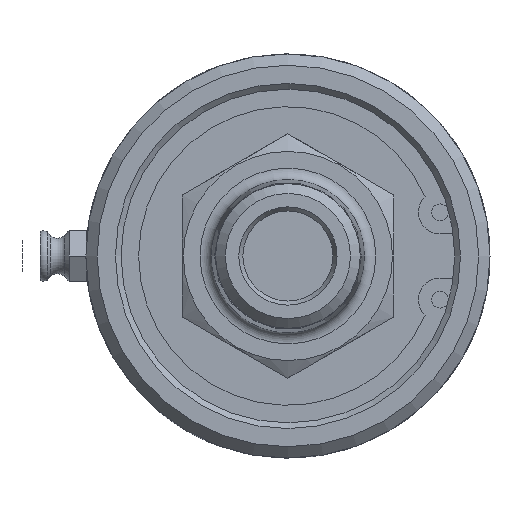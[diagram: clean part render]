
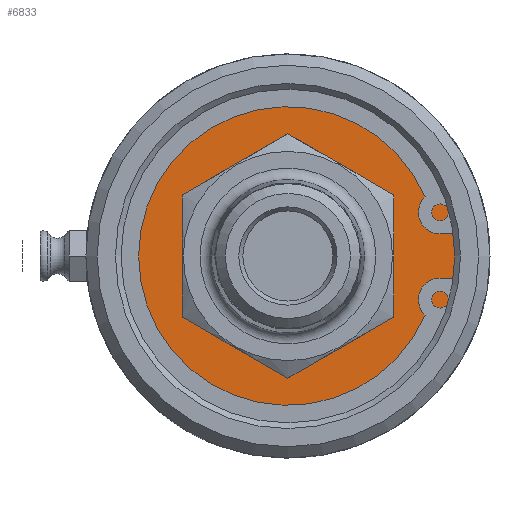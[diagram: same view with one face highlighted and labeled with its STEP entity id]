
A CAD part, left-side view. The second image highlights one B-rep face of the part: STEP entity #6833.
In plain terms, the highlighted planar face has unit normal (-1, 0, 0).
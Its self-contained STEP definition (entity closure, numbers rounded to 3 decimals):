
#109=FACE_BOUND('',#1864,.T.);
#1109=PLANE('',#7236);
#1437=FACE_OUTER_BOUND('',#1863,.T.);
#1863=EDGE_LOOP('',(#5749,#5750));
#1864=EDGE_LOOP('',(#5751,#5752));
#2461=CIRCLE('',#7180,12.445);
#2462=CIRCLE('',#7181,12.445);
#2494=CIRCLE('',#7237,25.375);
#2495=CIRCLE('',#7238,25.375);
#3072=VERTEX_POINT('',#14988);
#3073=VERTEX_POINT('',#14989);
#3106=VERTEX_POINT('',#15112);
#3107=VERTEX_POINT('',#15113);
#3967=EDGE_CURVE('',#3072,#3073,#2461,.T.);
#3969=EDGE_CURVE('',#3073,#3072,#2462,.T.);
#4019=EDGE_CURVE('',#3106,#3107,#2494,.T.);
#4020=EDGE_CURVE('',#3107,#3106,#2495,.T.);
#5749=ORIENTED_EDGE('',*,*,#4019,.T.);
#5750=ORIENTED_EDGE('',*,*,#4020,.T.);
#5751=ORIENTED_EDGE('',*,*,#3967,.F.);
#5752=ORIENTED_EDGE('',*,*,#3969,.F.);
#6833=ADVANCED_FACE('',(#1437,#109),#1109,.F.);
#7180=AXIS2_PLACEMENT_3D('',#14990,#8111,#8112);
#7181=AXIS2_PLACEMENT_3D('',#14992,#8114,#8115);
#7236=AXIS2_PLACEMENT_3D('',#15111,#8240,#8241);
#7237=AXIS2_PLACEMENT_3D('',#15114,#8242,#8243);
#7238=AXIS2_PLACEMENT_3D('',#15115,#8244,#8245);
#8111=DIRECTION('center_axis',(-1.,0.,0.));
#8112=DIRECTION('ref_axis',(0.,1.,0.));
#8114=DIRECTION('center_axis',(-1.,0.,0.));
#8115=DIRECTION('ref_axis',(0.,1.,0.));
#8240=DIRECTION('center_axis',(1.,0.,0.));
#8241=DIRECTION('ref_axis',(0.,0.,-1.));
#8242=DIRECTION('center_axis',(-1.,0.,0.));
#8243=DIRECTION('ref_axis',(0.,1.,0.));
#8244=DIRECTION('center_axis',(-1.,0.,0.));
#8245=DIRECTION('ref_axis',(0.,1.,0.));
#14988=CARTESIAN_POINT('',(3.978,12.445,0.));
#14989=CARTESIAN_POINT('',(3.978,-12.445,0.));
#14990=CARTESIAN_POINT('Origin',(3.978,0.,0.));
#14992=CARTESIAN_POINT('Origin',(3.978,0.,0.));
#15111=CARTESIAN_POINT('Origin',(3.978,18.91,0.));
#15112=CARTESIAN_POINT('',(3.978,25.375,0.));
#15113=CARTESIAN_POINT('',(3.978,-25.375,0.));
#15114=CARTESIAN_POINT('Origin',(3.978,0.,0.));
#15115=CARTESIAN_POINT('Origin',(3.978,0.,0.));
